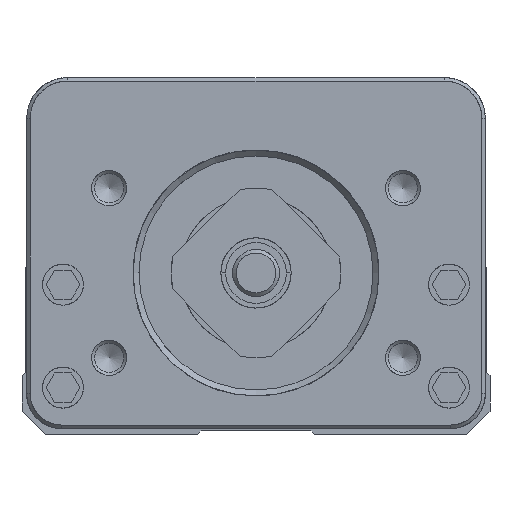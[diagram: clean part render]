
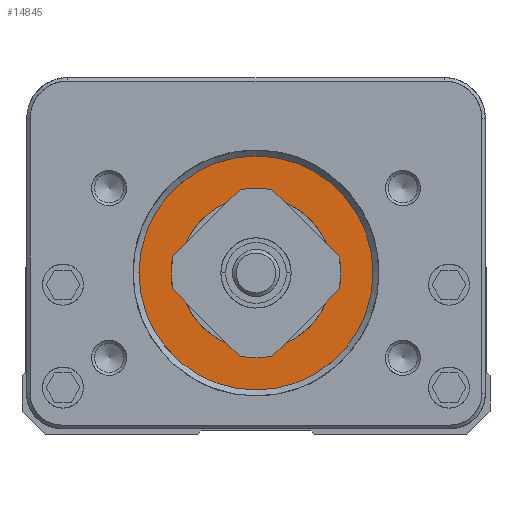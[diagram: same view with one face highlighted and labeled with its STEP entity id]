
A CAD part, front view. The second image highlights one B-rep face of the part: STEP entity #14845.
In plain terms, the highlighted planar face has unit normal (0, -1, 0).
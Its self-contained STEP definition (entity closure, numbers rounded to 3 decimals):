
#2453=LINE('',#68406,#6205);
#2454=LINE('',#68416,#6206);
#2455=LINE('',#68418,#6207);
#2456=LINE('',#68420,#6208);
#2457=LINE('',#68429,#6209);
#2458=LINE('',#68431,#6210);
#2459=LINE('',#68433,#6211);
#2460=LINE('',#68435,#6212);
#2461=LINE('',#68437,#6213);
#2462=LINE('',#68439,#6214);
#6205=VECTOR('',#50727,1.);
#6206=VECTOR('',#50728,1.);
#6207=VECTOR('',#50729,1.);
#6208=VECTOR('',#50730,1.);
#6209=VECTOR('',#50731,1.);
#6210=VECTOR('',#50732,1.);
#6211=VECTOR('',#50733,1.);
#6212=VECTOR('',#50734,1.);
#6213=VECTOR('',#50735,1.);
#6214=VECTOR('',#50736,1.);
#8819=FACE_BOUND('',#18521,.T.);
#8820=FACE_BOUND('',#18522,.T.);
#14845=ADVANCED_FACE('',(#8819,#8820),#16063,.T.);
#16063=PLANE('',#44382);
#18521=EDGE_LOOP('',(#22883));
#18522=EDGE_LOOP('',(#22884,#22885,#22886,#22887,#22888,#22889,#22890,#22891,
#22892,#22893,#22894,#22895));
#22883=ORIENTED_EDGE('',*,*,#37349,.T.);
#22884=ORIENTED_EDGE('',*,*,#37350,.T.);
#22885=ORIENTED_EDGE('',*,*,#37351,.T.);
#22886=ORIENTED_EDGE('',*,*,#37352,.T.);
#22887=ORIENTED_EDGE('',*,*,#37353,.T.);
#22888=ORIENTED_EDGE('',*,*,#37354,.T.);
#22889=ORIENTED_EDGE('',*,*,#37355,.T.);
#22890=ORIENTED_EDGE('',*,*,#37356,.T.);
#22891=ORIENTED_EDGE('',*,*,#37357,.T.);
#22892=ORIENTED_EDGE('',*,*,#37358,.T.);
#22893=ORIENTED_EDGE('',*,*,#37359,.T.);
#22894=ORIENTED_EDGE('',*,*,#37360,.T.);
#22895=ORIENTED_EDGE('',*,*,#37361,.T.);
#30112=VERTEX_POINT('',#68405);
#30113=VERTEX_POINT('',#68407);
#30114=VERTEX_POINT('',#68408);
#30115=VERTEX_POINT('',#68415);
#30116=VERTEX_POINT('',#68417);
#30117=VERTEX_POINT('',#68419);
#30118=VERTEX_POINT('',#68421);
#30119=VERTEX_POINT('',#68428);
#30120=VERTEX_POINT('',#68430);
#30121=VERTEX_POINT('',#68432);
#30122=VERTEX_POINT('',#68434);
#30123=VERTEX_POINT('',#68436);
#30124=VERTEX_POINT('',#68438);
#37349=EDGE_CURVE('',#30112,#30112,#42080,.T.);
#37350=EDGE_CURVE('',#30113,#30114,#2453,.T.);
#37351=EDGE_CURVE('',#30114,#30115,#42081,.T.);
#37352=EDGE_CURVE('',#30115,#30116,#2454,.T.);
#37353=EDGE_CURVE('',#30116,#30117,#2455,.T.);
#37354=EDGE_CURVE('',#30117,#30118,#2456,.T.);
#37355=EDGE_CURVE('',#30118,#30119,#42082,.T.);
#37356=EDGE_CURVE('',#30119,#30120,#2457,.T.);
#37357=EDGE_CURVE('',#30120,#30121,#2458,.T.);
#37358=EDGE_CURVE('',#30121,#30122,#2459,.T.);
#37359=EDGE_CURVE('',#30122,#30123,#2460,.T.);
#37360=EDGE_CURVE('',#30123,#30124,#2461,.T.);
#37361=EDGE_CURVE('',#30124,#30113,#2462,.T.);
#42080=B_SPLINE_CURVE_WITH_KNOTS('',3,(#68380,#68381,#68382,#68383,#68384,
#68385,#68386,#68387,#68388,#68389,#68390,#68391,#68392,#68393,#68394,#68395,
#68396,#68397,#68398,#68399,#68400,#68401,#68402,#68403,#68404),.UNSPECIFIED.,
 .T.,.F.,(1,3,3,3,3,3,3,3,3,3,1),(-0.125,0.,0.125,0.25,0.375,0.5,0.625,0.75,
0.875,1.,1.125),.UNSPECIFIED.);
#42081=B_SPLINE_CURVE_WITH_KNOTS('',3,(#68409,#68410,#68411,#68412,#68413,
#68414),.UNSPECIFIED.,.F.,.F.,(4,2,4),(0.,0.5,1.),.UNSPECIFIED.);
#42082=B_SPLINE_CURVE_WITH_KNOTS('',3,(#68422,#68423,#68424,#68425,#68426,
#68427),.UNSPECIFIED.,.F.,.F.,(4,2,4),(0.,0.5,1.),.UNSPECIFIED.);
#44382=AXIS2_PLACEMENT_3D('',#68440,#50737,#50738);
#50727=DIRECTION('',(1.,0.,0.));
#50728=DIRECTION('',(0.,0.,-1.));
#50729=DIRECTION('',(1.,0.,0.));
#50730=DIRECTION('',(0.,0.,1.));
#50731=DIRECTION('',(1.,0.,0.));
#50732=DIRECTION('',(0.,0.,1.));
#50733=DIRECTION('',(0.,0.,1.));
#50734=DIRECTION('',(-1.,0.,0.));
#50735=DIRECTION('',(0.,0.,-1.));
#50736=DIRECTION('',(0.,0.,-1.));
#50737=DIRECTION('',(0.,-1.,0.));
#50738=DIRECTION('',(0.,0.,1.));
#68380=CARTESIAN_POINT('',(0.,-75.5,19.8));
#68381=CARTESIAN_POINT('',(1.801,-75.5,19.8));
#68382=CARTESIAN_POINT('',(3.328,-75.5,19.164));
#68383=CARTESIAN_POINT('',(4.596,-75.5,17.896));
#68384=CARTESIAN_POINT('',(5.864,-75.5,16.628));
#68385=CARTESIAN_POINT('',(6.5,-75.5,15.093));
#68386=CARTESIAN_POINT('',(6.5,-75.5,13.3));
#68387=CARTESIAN_POINT('',(6.5,-75.5,11.507));
#68388=CARTESIAN_POINT('',(5.864,-75.5,9.972));
#68389=CARTESIAN_POINT('',(4.596,-75.5,8.704));
#68390=CARTESIAN_POINT('',(3.328,-75.5,7.436));
#68391=CARTESIAN_POINT('',(1.793,-75.5,6.8));
#68392=CARTESIAN_POINT('',(0.,-75.5,6.8));
#68393=CARTESIAN_POINT('',(-1.793,-75.5,6.8));
#68394=CARTESIAN_POINT('',(-3.328,-75.5,7.436));
#68395=CARTESIAN_POINT('',(-4.596,-75.5,8.704));
#68396=CARTESIAN_POINT('',(-5.864,-75.5,9.972));
#68397=CARTESIAN_POINT('',(-6.5,-75.5,11.507));
#68398=CARTESIAN_POINT('',(-6.5,-75.5,13.3));
#68399=CARTESIAN_POINT('',(-6.5,-75.5,15.093));
#68400=CARTESIAN_POINT('',(-5.864,-75.5,16.628));
#68401=CARTESIAN_POINT('',(-4.596,-75.5,17.896));
#68402=CARTESIAN_POINT('',(-3.329,-75.5,19.164));
#68403=CARTESIAN_POINT('',(-1.789,-75.5,19.8));
#68404=CARTESIAN_POINT('',(0.,-75.5,19.8));
#68405=CARTESIAN_POINT('',(0.,-75.5,19.8));
#68406=CARTESIAN_POINT('',(0.,-75.5,12.));
#68407=CARTESIAN_POINT('',(-12.5,-75.5,12.));
#68408=CARTESIAN_POINT('',(-10.995,-75.5,12.));
#68409=CARTESIAN_POINT('',(-10.995,-75.5,12.));
#68410=CARTESIAN_POINT('',(-10.923,-75.5,9.718));
#68411=CARTESIAN_POINT('',(-10.134,-75.5,7.73));
#68412=CARTESIAN_POINT('',(-7.126,-75.5,4.314));
#68413=CARTESIAN_POINT('',(-5.256,-75.5,3.28));
#68414=CARTESIAN_POINT('',(-3.,-75.5,2.919));
#68415=CARTESIAN_POINT('',(-3.,-75.5,2.919));
#68416=CARTESIAN_POINT('',(-3.,-75.5,15.15));
#68417=CARTESIAN_POINT('',(-3.,-75.5,0.3));
#68418=CARTESIAN_POINT('',(0.,-75.5,0.3));
#68419=CARTESIAN_POINT('',(3.,-75.5,0.3));
#68420=CARTESIAN_POINT('',(3.,-75.5,15.15));
#68421=CARTESIAN_POINT('',(3.,-75.5,2.919));
#68422=CARTESIAN_POINT('',(3.,-75.5,2.919));
#68423=CARTESIAN_POINT('',(5.254,-75.5,3.28));
#68424=CARTESIAN_POINT('',(7.126,-75.5,4.314));
#68425=CARTESIAN_POINT('',(10.134,-75.5,7.73));
#68426=CARTESIAN_POINT('',(10.923,-75.5,9.717));
#68427=CARTESIAN_POINT('',(10.995,-75.5,12.));
#68428=CARTESIAN_POINT('',(10.995,-75.5,12.));
#68429=CARTESIAN_POINT('',(0.,-75.5,12.));
#68430=CARTESIAN_POINT('',(12.5,-75.5,12.));
#68431=CARTESIAN_POINT('',(12.5,-75.5,15.15));
#68432=CARTESIAN_POINT('',(12.5,-75.5,22.));
#68433=CARTESIAN_POINT('',(12.5,-75.5,15.15));
#68434=CARTESIAN_POINT('',(12.5,-75.5,30.));
#68435=CARTESIAN_POINT('',(0.,-75.5,30.));
#68436=CARTESIAN_POINT('',(-12.5,-75.5,30.));
#68437=CARTESIAN_POINT('',(-12.5,-75.5,15.15));
#68438=CARTESIAN_POINT('',(-12.5,-75.5,22.));
#68439=CARTESIAN_POINT('',(-12.5,-75.5,15.15));
#68440=CARTESIAN_POINT('',(12.5,-75.5,0.3));
